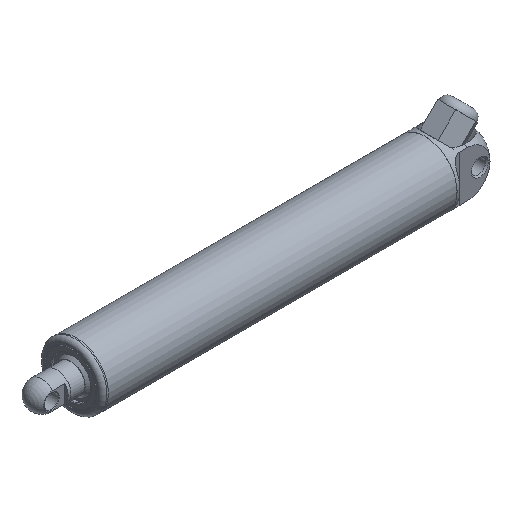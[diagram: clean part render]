
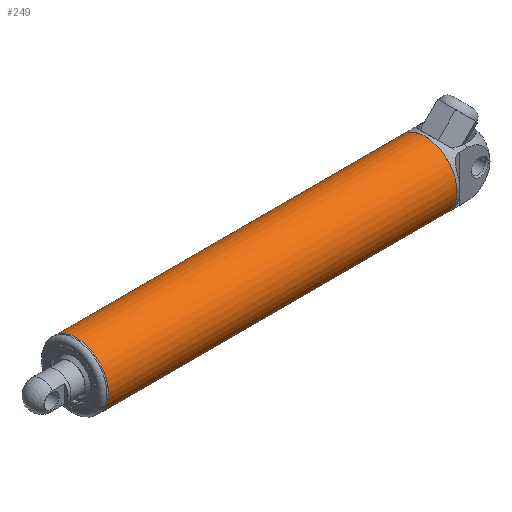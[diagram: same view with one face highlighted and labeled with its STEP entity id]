
A CAD part, isometric view. The second image highlights one B-rep face of the part: STEP entity #249.
In plain terms, the highlighted cylindrical face has radius 11.43 mm (diameter 22.86 mm), a full revolution.
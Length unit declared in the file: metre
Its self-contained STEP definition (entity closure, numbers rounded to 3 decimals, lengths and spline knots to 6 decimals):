
#249 = ADVANCED_FACE( '', ( #462, #463 ), #464, .T. );
#462 = FACE_OUTER_BOUND( '', #698, .T. );
#463 = FACE_OUTER_BOUND( '', #699, .T. );
#464 = CYLINDRICAL_SURFACE( '', #700, 0.01143 );
#698 = EDGE_LOOP( '', ( #1003 ) );
#699 = EDGE_LOOP( '', ( #1004 ) );
#700 = AXIS2_PLACEMENT_3D( '', #1005, #1006, #1007 );
#1003 = ORIENTED_EDGE( '', *, *, #1382, .F. );
#1004 = ORIENTED_EDGE( '', *, *, #1394, .T. );
#1005 = CARTESIAN_POINT( '', ( 0.0625, 0., 0. ) );
#1006 = DIRECTION( '', ( 1., 0., 0. ) );
#1007 = DIRECTION( '', ( 0., 0., 1. ) );
#1382 = EDGE_CURVE( '', #1597, #1597, #1598, .T. );
#1394 = EDGE_CURVE( '', #1616, #1616, #1617, .T. );
#1597 = VERTEX_POINT( '', #1942 );
#1598 = CIRCLE( '', #1943, 0.01143 );
#1616 = VERTEX_POINT( '', #1962 );
#1617 = CIRCLE( '', #1963, 0.01143 );
#1942 = CARTESIAN_POINT( '', ( 0.0625, 0., -0.01143 ) );
#1943 = AXIS2_PLACEMENT_3D( '', #2241, #2242, #2243 );
#1962 = CARTESIAN_POINT( '', ( -0.0625, 0., -0.01143 ) );
#1963 = AXIS2_PLACEMENT_3D( '', #2260, #2261, #2262 );
#2241 = CARTESIAN_POINT( '', ( 0.0625, 0., 0. ) );
#2242 = DIRECTION( '', ( 1., 0., 0. ) );
#2243 = DIRECTION( '', ( 0., 0., -1. ) );
#2260 = CARTESIAN_POINT( '', ( -0.0625, 0., 0. ) );
#2261 = DIRECTION( '', ( 1., 0., 0. ) );
#2262 = DIRECTION( '', ( 0., 0., -1. ) );
